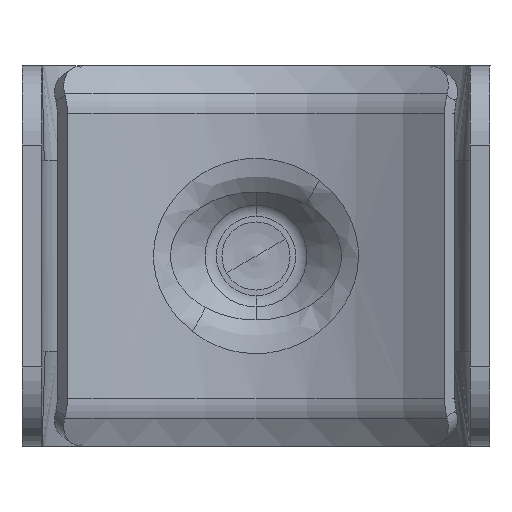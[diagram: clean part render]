
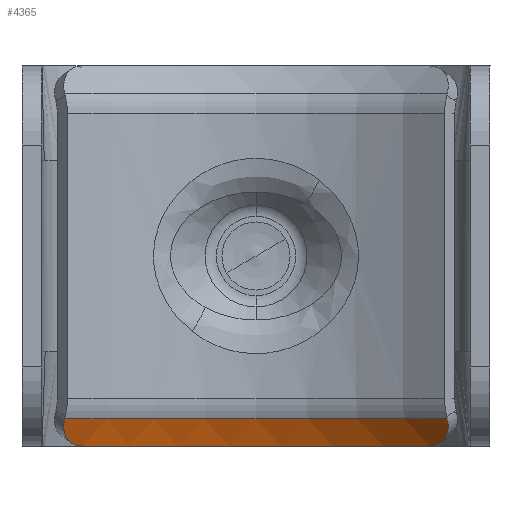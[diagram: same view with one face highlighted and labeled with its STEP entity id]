
A CAD part, front view. The second image highlights one B-rep face of the part: STEP entity #4365.
In plain terms, the highlighted conical face has half-angle 25 degrees and reference radius 18.781 mm.
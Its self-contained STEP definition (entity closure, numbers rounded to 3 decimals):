
#200 = CARTESIAN_POINT ( 'NONE',  ( 0., -28.25, -10.268 ) ) ;
#245 = CARTESIAN_POINT ( 'NONE',  ( -12.019, -13.176, -11.336 ) ) ;
#262 = CARTESIAN_POINT ( 'NONE',  ( 11.325, -12.297, -11.947 ) ) ;
#536 = CARTESIAN_POINT ( 'NONE',  ( -10.918, -11.986, -12. ) ) ;
#570 = EDGE_LOOP ( 'NONE', ( #1803, #1886, #1911, #1942 ) ) ;
#684 = DIRECTION ( 'NONE',  ( 1., 0., 0. ) ) ;
#704 = CARTESIAN_POINT ( 'NONE',  ( 10.918, -11.986, -12. ) ) ;
#707 = VERTEX_POINT ( 'NONE', #5122 ) ;
#729 = CARTESIAN_POINT ( 'NONE',  ( -11.871, -12.914, -11.582 ) ) ;
#750 = CARTESIAN_POINT ( 'NONE',  ( 11.59, -12.556, -11.83 ) ) ;
#984 = B_SPLINE_CURVE_WITH_KNOTS ( 'NONE', 3,
 ( #704, #3217, #3261, #262, #3746, #750, #4165, #1241, #4648, #1749, #5078, #2255, #5509, #2768, #5948, #3280 ),
 .UNSPECIFIED., .F., .F.,
 ( 4, 2, 2, 2, 2, 2, 2, 4 ),
 ( 0., 0., 0.001, 0.001, 0.002, 0.002, 0.002, 0.003 ),
 .UNSPECIFIED. ) ;
#1222 = CARTESIAN_POINT ( 'NONE',  ( -11.67, -12.647, -11.776 ) ) ;
#1241 = CARTESIAN_POINT ( 'NONE',  ( 11.808, -12.822, -11.655 ) ) ;
#1411 = VERTEX_POINT ( 'NONE', #536 ) ;
#1540 = DIRECTION ( 'NONE',  ( 0., 0., -1. ) ) ;
#1698 = CARTESIAN_POINT ( 'NONE',  ( -12.069, -13.86, -10.268 ) ) ;
#1722 = CARTESIAN_POINT ( 'NONE',  ( -11.335, -12.298, -11.956 ) ) ;
#1749 = CARTESIAN_POINT ( 'NONE',  ( 11.975, -13.088, -11.425 ) ) ;
#1803 = ORIENTED_EDGE ( 'NONE', *, *, #5598, .T. ) ;
#1886 = ORIENTED_EDGE ( 'NONE', *, *, #5644, .T. ) ;
#1911 = ORIENTED_EDGE ( 'NONE', *, *, #5661, .F. ) ;
#1942 = ORIENTED_EDGE ( 'NONE', *, *, #5652, .T. ) ;
#2208 = CARTESIAN_POINT ( 'NONE',  ( -12.116, -13.758, -10.501 ) ) ;
#2234 = CARTESIAN_POINT ( 'NONE',  ( -10.918, -11.986, -12. ) ) ;
#2255 = CARTESIAN_POINT ( 'NONE',  ( 12.083, -13.338, -11.15 ) ) ;
#2275 = CARTESIAN_POINT ( 'NONE',  ( 0., -28.25, -12. ) ) ;
#2580 = CONICAL_SURFACE ( 'NONE', #2831, 18.781, 0.436 ) ;
#2719 = VERTEX_POINT ( 'NONE', #3622 ) ;
#2726 = CARTESIAN_POINT ( 'NONE',  ( -12.131, -13.566, -10.837 ) ) ;
#2736 = DIRECTION ( 'NONE',  ( -1., 0., 0. ) ) ;
#2758 = FACE_OUTER_BOUND ( 'NONE', #570, .T. ) ;
#2768 = CARTESIAN_POINT ( 'NONE',  ( 12.143, -13.638, -10.735 ) ) ;
#2793 = DIRECTION ( 'NONE',  ( 1., 0., 0. ) ) ;
#2831 = AXIS2_PLACEMENT_3D ( 'NONE', #4090, #1540, #2736 ) ;
#3139 = B_SPLINE_CURVE_WITH_KNOTS ( 'NONE', 3,
 ( #1698, #3700, #2208, #5467, #2726, #5910, #3241, #245, #3727, #729, #4140, #1222, #4627, #1722, #5056, #2234 ),
 .UNSPECIFIED., .F., .F.,
 ( 4, 2, 2, 2, 2, 2, 2, 4 ),
 ( 0., 0., 0.001, 0.001, 0.002, 0.002, 0.002, 0.003 ),
 .UNSPECIFIED. ) ;
#3217 = CARTESIAN_POINT ( 'NONE',  ( 11.027, -12.059, -12. ) ) ;
#3241 = CARTESIAN_POINT ( 'NONE',  ( -12.084, -13.34, -11.148 ) ) ;
#3261 = CARTESIAN_POINT ( 'NONE',  ( 11.129, -12.136, -11.989 ) ) ;
#3280 = CARTESIAN_POINT ( 'NONE',  ( 12.069, -13.86, -10.268 ) ) ;
#3622 = CARTESIAN_POINT ( 'NONE',  ( -12.069, -13.86, -10.268 ) ) ;
#3675 = DIRECTION ( 'NONE',  ( 0., 0., 1. ) ) ;
#3700 = CARTESIAN_POINT ( 'NONE',  ( -12.097, -13.812, -10.386 ) ) ;
#3727 = CARTESIAN_POINT ( 'NONE',  ( -11.975, -13.089, -11.424 ) ) ;
#3746 = CARTESIAN_POINT ( 'NONE',  ( 11.419, -12.382, -11.914 ) ) ;
#3961 = VERTEX_POINT ( 'NONE', #5360 ) ;
#4090 = CARTESIAN_POINT ( 'NONE',  ( 0., -28.25, -10.268 ) ) ;
#4140 = CARTESIAN_POINT ( 'NONE',  ( -11.811, -12.825, -11.652 ) ) ;
#4165 = CARTESIAN_POINT ( 'NONE',  ( 11.668, -12.644, -11.778 ) ) ;
#4365 = ADVANCED_FACE ( 'NONE', ( #2758 ), #2580, .F. ) ;
#4531 = AXIS2_PLACEMENT_3D ( 'NONE', #2275, #5523, #2793 ) ;
#4627 = CARTESIAN_POINT ( 'NONE',  ( -11.591, -12.557, -11.829 ) ) ;
#4648 = CARTESIAN_POINT ( 'NONE',  ( 11.871, -12.913, -11.583 ) ) ;
#5006 = AXIS2_PLACEMENT_3D ( 'NONE', #200, #3675, #684 ) ;
#5056 = CARTESIAN_POINT ( 'NONE',  ( -11.135, -12.132, -12. ) ) ;
#5078 = CARTESIAN_POINT ( 'NONE',  ( 12.017, -13.173, -11.338 ) ) ;
#5122 = CARTESIAN_POINT ( 'NONE',  ( 10.918, -11.986, -12. ) ) ;
#5360 = CARTESIAN_POINT ( 'NONE',  ( 12.069, -13.86, -10.268 ) ) ;
#5467 = CARTESIAN_POINT ( 'NONE',  ( -12.132, -13.635, -10.726 ) ) ;
#5509 = CARTESIAN_POINT ( 'NONE',  ( 12.106, -13.418, -11.049 ) ) ;
#5523 = DIRECTION ( 'NONE',  ( 0., 0., 1. ) ) ;
#5598 = EDGE_CURVE ( 'NONE', #3961, #2719, #6040, .T. ) ;
#5644 = EDGE_CURVE ( 'NONE', #2719, #1411, #3139, .T. ) ;
#5652 = EDGE_CURVE ( 'NONE', #707, #3961, #984, .T. ) ;
#5661 = EDGE_CURVE ( 'NONE', #707, #1411, #5907, .T. ) ;
#5907 = CIRCLE ( 'NONE', #4531, 19.589 ) ;
#5910 = CARTESIAN_POINT ( 'NONE',  ( -12.106, -13.418, -11.048 ) ) ;
#5948 = CARTESIAN_POINT ( 'NONE',  ( 12.126, -13.765, -10.504 ) ) ;
#6040 = CIRCLE ( 'NONE', #5006, 18.781 ) ;
